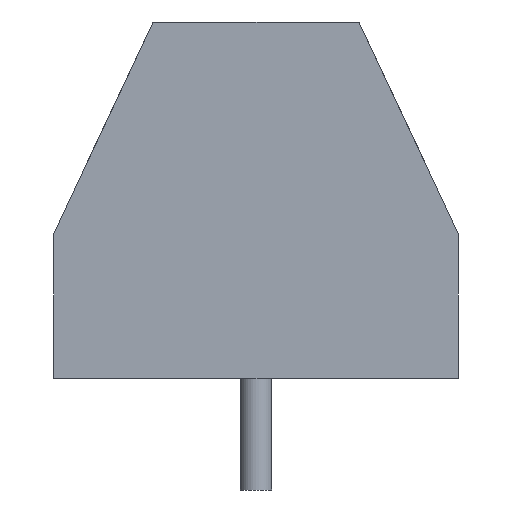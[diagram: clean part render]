
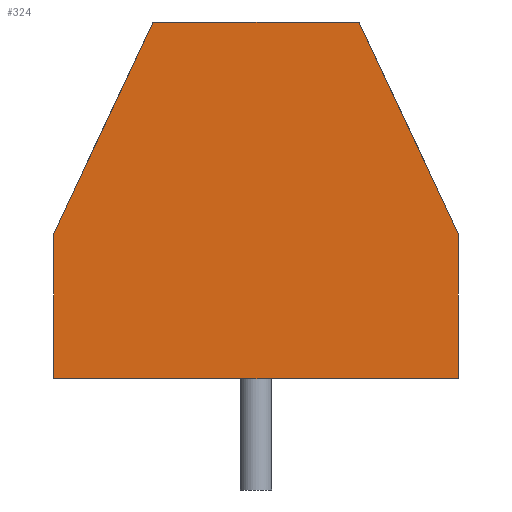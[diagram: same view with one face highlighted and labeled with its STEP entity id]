
A CAD part, left-side view. The second image highlights one B-rep face of the part: STEP entity #324.
In plain terms, the highlighted planar face has unit normal (-1, 0, 0).
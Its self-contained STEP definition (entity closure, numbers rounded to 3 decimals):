
#32=PLANE('',#360);
#50=FACE_OUTER_BOUND('',#70,.T.);
#70=EDGE_LOOP('',(#299,#300,#301,#302,#303,#304));
#93=LINE('',#503,#131);
#97=LINE('',#510,#135);
#98=LINE('',#513,#136);
#102=LINE('',#521,#140);
#105=LINE('',#527,#143);
#108=LINE('',#531,#146);
#131=VECTOR('',#415,10.);
#135=VECTOR('',#421,10.);
#136=VECTOR('',#424,10.);
#140=VECTOR('',#430,10.);
#143=VECTOR('',#435,10.);
#146=VECTOR('',#440,10.);
#169=VERTEX_POINT('',#500);
#170=VERTEX_POINT('',#502);
#172=VERTEX_POINT('',#508);
#173=VERTEX_POINT('',#512);
#176=VERTEX_POINT('',#520);
#178=VERTEX_POINT('',#526);
#205=EDGE_CURVE('',#170,#169,#93,.T.);
#209=EDGE_CURVE('',#169,#172,#97,.T.);
#210=EDGE_CURVE('',#173,#170,#98,.T.);
#214=EDGE_CURVE('',#176,#173,#102,.T.);
#217=EDGE_CURVE('',#178,#176,#105,.T.);
#220=EDGE_CURVE('',#172,#178,#108,.T.);
#299=ORIENTED_EDGE('',*,*,#220,.T.);
#300=ORIENTED_EDGE('',*,*,#217,.T.);
#301=ORIENTED_EDGE('',*,*,#214,.T.);
#302=ORIENTED_EDGE('',*,*,#210,.T.);
#303=ORIENTED_EDGE('',*,*,#205,.T.);
#304=ORIENTED_EDGE('',*,*,#209,.T.);
#324=ADVANCED_FACE('',(#50),#32,.T.);
#360=AXIS2_PLACEMENT_3D('',#533,#443,#444);
#415=DIRECTION('',(0.,1.,0.));
#421=DIRECTION('',(0.,0.424,-0.906));
#424=DIRECTION('',(0.,0.424,0.906));
#430=DIRECTION('',(0.,0.,1.));
#435=DIRECTION('',(0.,-1.,0.));
#440=DIRECTION('',(0.,0.,-1.));
#443=DIRECTION('center_axis',(-1.,0.,0.));
#444=DIRECTION('ref_axis',(0.,0.,1.));
#500=CARTESIAN_POINT('',(10.,-5.444,12.8));
#502=CARTESIAN_POINT('',(10.,-11.917,12.8));
#503=CARTESIAN_POINT('',(10.,-5.444,12.8));
#508=CARTESIAN_POINT('',(10.,-2.331,6.154));
#510=CARTESIAN_POINT('',(10.,-2.331,6.154));
#512=CARTESIAN_POINT('',(10.,-15.031,6.154));
#513=CARTESIAN_POINT('',(10.,-15.031,6.154));
#520=CARTESIAN_POINT('',(10.,-15.031,1.6));
#521=CARTESIAN_POINT('',(10.,-15.031,1.6));
#526=CARTESIAN_POINT('',(10.,-2.331,1.6));
#527=CARTESIAN_POINT('',(10.,-2.331,1.6));
#531=CARTESIAN_POINT('',(10.,-2.331,1.6));
#533=CARTESIAN_POINT('Origin',(10.,-23.5,6.4));
